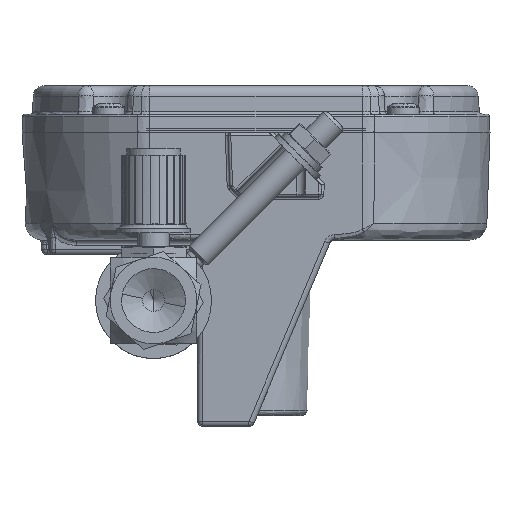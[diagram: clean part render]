
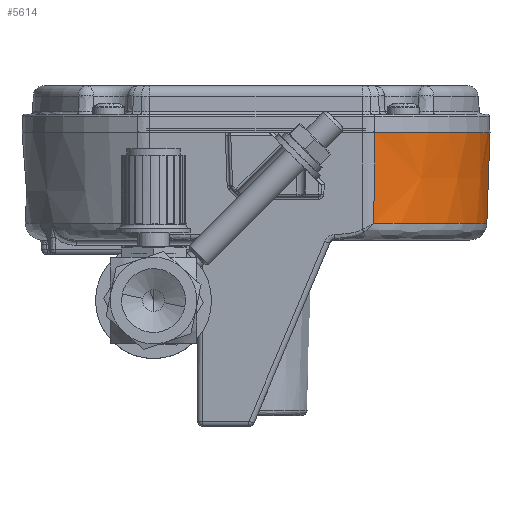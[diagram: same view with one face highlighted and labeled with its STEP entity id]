
A CAD part, front view. The second image highlights one B-rep face of the part: STEP entity #5614.
In plain terms, the highlighted conical face has half-angle 2 degrees and reference radius 55.88 mm.
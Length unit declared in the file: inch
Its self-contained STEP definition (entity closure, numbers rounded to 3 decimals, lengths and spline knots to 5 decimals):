
#1007 = EDGE_CURVE ( 'NONE', #26785, #46519, #42432, .T. ) ;
#5614 = ADVANCED_FACE ( 'NONE', ( #56324 ), #18005, .T. ) ;
#11092 = CIRCLE ( 'NONE', #75605, 2.16353 ) ;
#12852 = EDGE_CURVE ( 'NONE', #83483, #95004, #94849, .T. ) ;
#12953 = DIRECTION ( 'NONE',  ( 1., 0., 0. ) ) ;
#16014 = ORIENTED_EDGE ( 'NONE', *, *, #1007, .T. ) ;
#18005 = CONICAL_SURFACE ( 'NONE', #36841, 2.2, 0.035 ) ;
#24902 = AXIS2_PLACEMENT_3D ( 'NONE', #81387, #66587, #30595 ) ;
#26279 = DIRECTION ( 'NONE',  ( 0., 0., 1. ) ) ;
#26766 = CARTESIAN_POINT ( 'NONE',  ( 1.68245, 0., 1.93531 ) ) ;
#26785 = VERTEX_POINT ( 'NONE', #88127 ) ;
#27261 = CARTESIAN_POINT ( 'NONE',  ( 2.5403, -1.98619, 0.89084 ) ) ;
#28578 = EDGE_CURVE ( 'NONE', #83483, #46519, #73709, .T. ) ;
#30595 = DIRECTION ( 'NONE',  ( 1., 0., 0. ) ) ;
#35736 = ORIENTED_EDGE ( 'NONE', *, *, #28578, .F. ) ;
#35782 = VECTOR ( 'NONE', #57411, 39.37008 ) ;
#36106 = DIRECTION ( 'NONE',  ( 0., 0., 1. ) ) ;
#36172 = CARTESIAN_POINT ( 'NONE',  ( 3.88245, 0., 1.93531 ) ) ;
#36841 = AXIS2_PLACEMENT_3D ( 'NONE', #26766, #26279, #48917 ) ;
#41167 = VECTOR ( 'NONE', #50780, 39.37008 ) ;
#41663 = CARTESIAN_POINT ( 'NONE',  ( 2.55476, -2.01967, 1.93531 ) ) ;
#42432 = LINE ( 'NONE', #59114, #41167 ) ;
#46519 = VERTEX_POINT ( 'NONE', #36172 ) ;
#48917 = DIRECTION ( 'NONE',  ( 1., 0., 0. ) ) ;
#50780 = DIRECTION ( 'NONE',  ( 0.035, 0., 0.999 ) ) ;
#56324 = FACE_OUTER_BOUND ( 'NONE', #73660, .T. ) ;
#57411 = DIRECTION ( 'NONE',  ( -0.014, 0.032, -0.999 ) ) ;
#59114 = CARTESIAN_POINT ( 'NONE',  ( 3.88245, 0., 1.93531 ) ) ;
#63009 = ORIENTED_EDGE ( 'NONE', *, *, #71746, .T. ) ;
#66587 = DIRECTION ( 'NONE',  ( 0., 0., 1. ) ) ;
#68137 = ORIENTED_EDGE ( 'NONE', *, *, #12852, .T. ) ;
#71746 = EDGE_CURVE ( 'NONE', #95004, #26785, #11092, .T. ) ;
#71995 = CARTESIAN_POINT ( 'NONE',  ( 2.55476, -2.01967, 1.93531 ) ) ;
#72589 = CARTESIAN_POINT ( 'NONE',  ( 1.68245, 0., 0.89084 ) ) ;
#73660 = EDGE_LOOP ( 'NONE', ( #63009, #16014, #35736, #68137 ) ) ;
#73709 = CIRCLE ( 'NONE', #24902, 2.2 ) ;
#75605 = AXIS2_PLACEMENT_3D ( 'NONE', #72589, #36106, #12953 ) ;
#81387 = CARTESIAN_POINT ( 'NONE',  ( 1.68245, 0., 1.93531 ) ) ;
#83483 = VERTEX_POINT ( 'NONE', #71995 ) ;
#88127 = CARTESIAN_POINT ( 'NONE',  ( 3.84598, 0., 0.89084 ) ) ;
#94849 = LINE ( 'NONE', #41663, #35782 ) ;
#95004 = VERTEX_POINT ( 'NONE', #27261 ) ;
